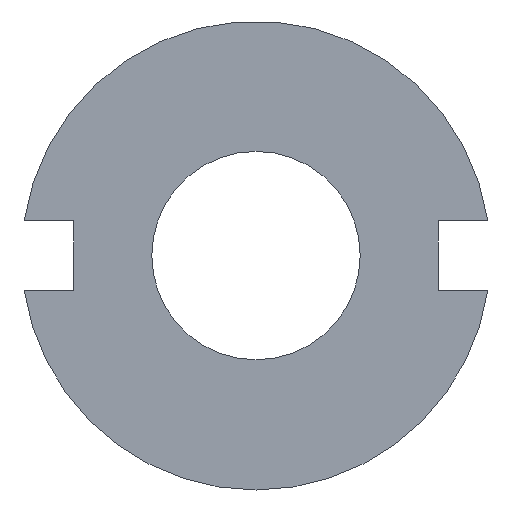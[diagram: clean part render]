
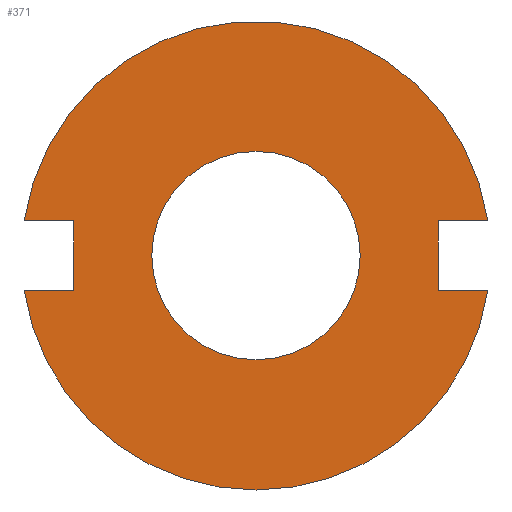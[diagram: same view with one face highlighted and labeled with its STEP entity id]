
A CAD part, front view. The second image highlights one B-rep face of the part: STEP entity #371.
In plain terms, the highlighted planar face has unit normal (0, -1, 0).
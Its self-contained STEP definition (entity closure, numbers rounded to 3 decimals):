
#8 = LINE ( 'NONE', #825, #492 ) ;
#15 = VERTEX_POINT ( 'NONE', #103 ) ;
#22 = CARTESIAN_POINT ( 'NONE',  ( 5.25, -14., -1. ) ) ;
#36 = EDGE_CURVE ( 'NONE', #848, #265, #682, .T. ) ;
#43 = LINE ( 'NONE', #275, #748 ) ;
#46 = CARTESIAN_POINT ( 'NONE',  ( 0., -14., -3. ) ) ;
#60 = ORIENTED_EDGE ( 'NONE', *, *, #96, .F. ) ;
#74 = DIRECTION ( 'NONE',  ( 0., 1., 0. ) ) ;
#79 = CARTESIAN_POINT ( 'NONE',  ( 0., -14., 0. ) ) ;
#88 = FACE_OUTER_BOUND ( 'NONE', #319, .T. ) ;
#96 = EDGE_CURVE ( 'NONE', #511, #459, #859, .T. ) ;
#103 = CARTESIAN_POINT ( 'NONE',  ( -5.25, -14., -1. ) ) ;
#104 = DIRECTION ( 'NONE',  ( 0., 0., 1. ) ) ;
#118 = EDGE_CURVE ( 'NONE', #15, #459, #814, .T. ) ;
#122 = DIRECTION ( 'NONE',  ( 0., 1., 0. ) ) ;
#133 = DIRECTION ( 'NONE',  ( 0., 0., 1. ) ) ;
#135 = EDGE_LOOP ( 'NONE', ( #143, #677 ) ) ;
#136 = CARTESIAN_POINT ( 'NONE',  ( 0., -14., 0. ) ) ;
#138 = VERTEX_POINT ( 'NONE', #307 ) ;
#141 = AXIS2_PLACEMENT_3D ( 'NONE', #79, #74, #680 ) ;
#143 = ORIENTED_EDGE ( 'NONE', *, *, #415, .T. ) ;
#146 = CIRCLE ( 'NONE', #424, 6.75 ) ;
#148 = DIRECTION ( 'NONE',  ( -1., 0., 0. ) ) ;
#158 = CARTESIAN_POINT ( 'NONE',  ( -8.25, -14., -1. ) ) ;
#163 = ORIENTED_EDGE ( 'NONE', *, *, #118, .T. ) ;
#170 = CIRCLE ( 'NONE', #709, 3. ) ;
#174 = ORIENTED_EDGE ( 'NONE', *, *, #185, .T. ) ;
#185 = EDGE_CURVE ( 'NONE', #265, #646, #203, .T. ) ;
#186 = DIRECTION ( 'NONE',  ( 0., 0., 1. ) ) ;
#192 = ORIENTED_EDGE ( 'NONE', *, *, #357, .T. ) ;
#195 = CARTESIAN_POINT ( 'NONE',  ( 6.676, -14., 1. ) ) ;
#203 = LINE ( 'NONE', #640, #224 ) ;
#207 = DIRECTION ( 'NONE',  ( 0., 1., 0. ) ) ;
#218 = DIRECTION ( 'NONE',  ( 0., 1., 0. ) ) ;
#224 = VECTOR ( 'NONE', #104, 1000. ) ;
#233 = DIRECTION ( 'NONE',  ( 1., 0., 0. ) ) ;
#261 = CIRCLE ( 'NONE', #141, 6.75 ) ;
#265 = VERTEX_POINT ( 'NONE', #839 ) ;
#275 = CARTESIAN_POINT ( 'NONE',  ( 5.25, -14., 1. ) ) ;
#298 = DIRECTION ( 'NONE',  ( -1., 0., 0. ) ) ;
#299 = VERTEX_POINT ( 'NONE', #525 ) ;
#301 = ORIENTED_EDGE ( 'NONE', *, *, #490, .F. ) ;
#307 = CARTESIAN_POINT ( 'NONE',  ( 0., -14., 3. ) ) ;
#319 = EDGE_LOOP ( 'NONE', ( #301, #810, #192, #163, #60, #689, #562, #174, #729 ) ) ;
#327 = EDGE_CURVE ( 'NONE', #646, #794, #43, .T. ) ;
#357 = EDGE_CURVE ( 'NONE', #299, #15, #717, .T. ) ;
#360 = CARTESIAN_POINT ( 'NONE',  ( 5.25, -14., 1. ) ) ;
#371 = ADVANCED_FACE ( 'NONE', ( #88, #736 ), #537, .F. ) ;
#398 = AXIS2_PLACEMENT_3D ( 'NONE', #799, #474, #133 ) ;
#401 = CARTESIAN_POINT ( 'NONE',  ( -6.676, -14., 1. ) ) ;
#402 = VECTOR ( 'NONE', #298, 1000. ) ;
#415 = EDGE_CURVE ( 'NONE', #796, #138, #170, .T. ) ;
#424 = AXIS2_PLACEMENT_3D ( 'NONE', #692, #756, #484 ) ;
#454 = AXIS2_PLACEMENT_3D ( 'NONE', #773, #218, #697 ) ;
#459 = VERTEX_POINT ( 'NONE', #617 ) ;
#466 = EDGE_CURVE ( 'NONE', #848, #511, #146, .T. ) ;
#470 = DIRECTION ( 'NONE',  ( 1., 0., 0. ) ) ;
#474 = DIRECTION ( 'NONE',  ( 0., 1., 0. ) ) ;
#484 = DIRECTION ( 'NONE',  ( 0., 0., 1. ) ) ;
#490 = EDGE_CURVE ( 'NONE', #854, #794, #261, .T. ) ;
#492 = VECTOR ( 'NONE', #233, 1000. ) ;
#511 = VERTEX_POINT ( 'NONE', #817 ) ;
#518 = CARTESIAN_POINT ( 'NONE',  ( 0., -14., 0. ) ) ;
#519 = AXIS2_PLACEMENT_3D ( 'NONE', #518, #122, #186 ) ;
#525 = CARTESIAN_POINT ( 'NONE',  ( -5.25, -14., 1. ) ) ;
#537 = PLANE ( 'NONE',  #398 ) ;
#547 = VECTOR ( 'NONE', #598, 1000. ) ;
#556 = DIRECTION ( 'NONE',  ( 0., 0., 1. ) ) ;
#562 = ORIENTED_EDGE ( 'NONE', *, *, #36, .T. ) ;
#570 = EDGE_CURVE ( 'NONE', #854, #299, #8, .T. ) ;
#598 = DIRECTION ( 'NONE',  ( 0., 0., -1. ) ) ;
#607 = CARTESIAN_POINT ( 'NONE',  ( -5.25, -14., -1. ) ) ;
#612 = CIRCLE ( 'NONE', #519, 3. ) ;
#617 = CARTESIAN_POINT ( 'NONE',  ( -6.676, -14., -1. ) ) ;
#640 = CARTESIAN_POINT ( 'NONE',  ( 5.25, -14., -1. ) ) ;
#646 = VERTEX_POINT ( 'NONE', #360 ) ;
#677 = ORIENTED_EDGE ( 'NONE', *, *, #837, .T. ) ;
#680 = DIRECTION ( 'NONE',  ( 0., 0., 1. ) ) ;
#682 = LINE ( 'NONE', #22, #789 ) ;
#689 = ORIENTED_EDGE ( 'NONE', *, *, #466, .F. ) ;
#692 = CARTESIAN_POINT ( 'NONE',  ( 0., -14., 0. ) ) ;
#697 = DIRECTION ( 'NONE',  ( 0., 0., 1. ) ) ;
#709 = AXIS2_PLACEMENT_3D ( 'NONE', #136, #207, #556 ) ;
#717 = LINE ( 'NONE', #607, #547 ) ;
#729 = ORIENTED_EDGE ( 'NONE', *, *, #327, .T. ) ;
#736 = FACE_BOUND ( 'NONE', #135, .T. ) ;
#748 = VECTOR ( 'NONE', #470, 1000. ) ;
#756 = DIRECTION ( 'NONE',  ( 0., 1., 0. ) ) ;
#773 = CARTESIAN_POINT ( 'NONE',  ( 0., -14., 0. ) ) ;
#789 = VECTOR ( 'NONE', #148, 1000. ) ;
#794 = VERTEX_POINT ( 'NONE', #195 ) ;
#796 = VERTEX_POINT ( 'NONE', #46 ) ;
#798 = CARTESIAN_POINT ( 'NONE',  ( 6.676, -14., -1. ) ) ;
#799 = CARTESIAN_POINT ( 'NONE',  ( 0., -14., 0. ) ) ;
#810 = ORIENTED_EDGE ( 'NONE', *, *, #570, .T. ) ;
#814 = LINE ( 'NONE', #158, #402 ) ;
#817 = CARTESIAN_POINT ( 'NONE',  ( 0., -14., -6.75 ) ) ;
#825 = CARTESIAN_POINT ( 'NONE',  ( -8.25, -14., 1. ) ) ;
#837 = EDGE_CURVE ( 'NONE', #138, #796, #612, .T. ) ;
#839 = CARTESIAN_POINT ( 'NONE',  ( 5.25, -14., -1. ) ) ;
#848 = VERTEX_POINT ( 'NONE', #798 ) ;
#854 = VERTEX_POINT ( 'NONE', #401 ) ;
#859 = CIRCLE ( 'NONE', #454, 6.75 ) ;
